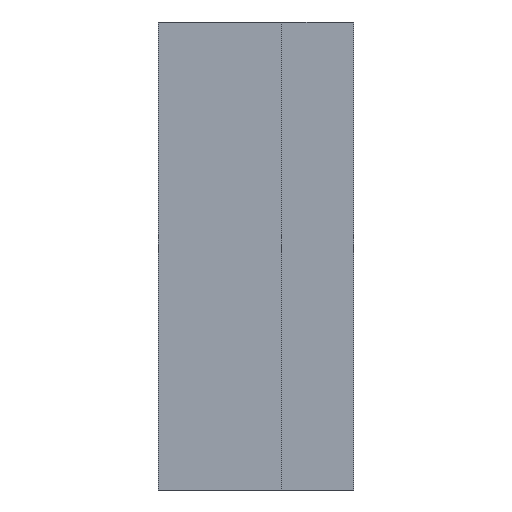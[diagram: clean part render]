
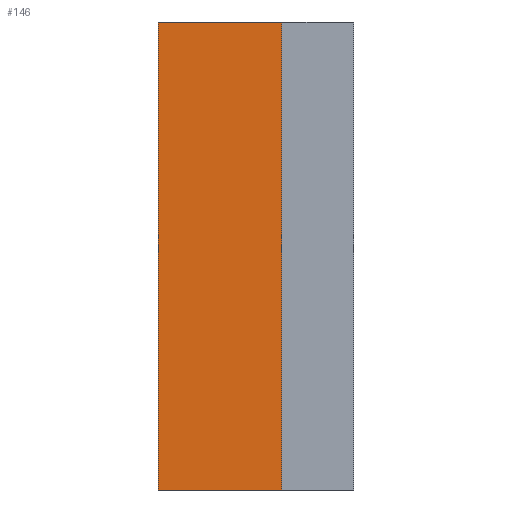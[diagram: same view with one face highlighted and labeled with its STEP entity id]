
A CAD part, front view. The second image highlights one B-rep face of the part: STEP entity #146.
In plain terms, the highlighted planar face has unit normal (0, -1, 0).
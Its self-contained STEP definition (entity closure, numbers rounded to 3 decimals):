
#146=ADVANCED_FACE('',(#204),#176,.T.);
#176=PLANE('',#699);
#204=FACE_OUTER_BOUND('',#234,.T.);
#234=EDGE_LOOP('',(#349,#350,#351,#352));
#349=ORIENTED_EDGE('',*,*,#521,.F.);
#350=ORIENTED_EDGE('',*,*,#520,.F.);
#351=ORIENTED_EDGE('',*,*,#522,.T.);
#352=ORIENTED_EDGE('',*,*,#497,.T.);
#431=VERTEX_POINT('',#953);
#432=VERTEX_POINT('',#955);
#447=VERTEX_POINT('',#997);
#448=VERTEX_POINT('',#999);
#497=EDGE_CURVE('',#432,#431,#572,.T.);
#520=EDGE_CURVE('',#448,#447,#590,.T.);
#521=EDGE_CURVE('',#447,#431,#591,.T.);
#522=EDGE_CURVE('',#448,#432,#592,.T.);
#572=LINE('',#954,#642);
#590=LINE('',#1000,#660);
#591=LINE('',#1002,#661);
#592=LINE('',#1003,#662);
#642=VECTOR('',#791,1.);
#660=VECTOR('',#831,1.);
#661=VECTOR('',#834,1.);
#662=VECTOR('',#835,1.);
#699=AXIS2_PLACEMENT_3D('',#1004,#836,#837);
#791=DIRECTION('',(0.,0.,-1.));
#831=DIRECTION('',(0.,0.,-1.));
#834=DIRECTION('',(-1.,0.,0.));
#835=DIRECTION('',(-1.,0.,0.));
#836=DIRECTION('',(0.,-1.,0.));
#837=DIRECTION('',(1.,0.,0.));
#953=CARTESIAN_POINT('',(0.,0.,0.));
#954=CARTESIAN_POINT('',(0.,0.,120.));
#955=CARTESIAN_POINT('',(0.,0.,120.));
#997=CARTESIAN_POINT('',(31.6,0.,0.));
#999=CARTESIAN_POINT('',(31.6,0.,120.));
#1000=CARTESIAN_POINT('',(31.6,0.,120.));
#1002=CARTESIAN_POINT('',(31.6,0.,0.));
#1003=CARTESIAN_POINT('',(31.6,0.,120.));
#1004=CARTESIAN_POINT('',(31.6,0.,120.));
